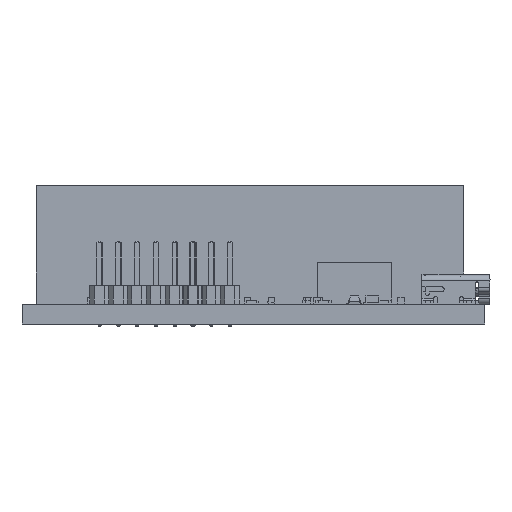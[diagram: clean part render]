
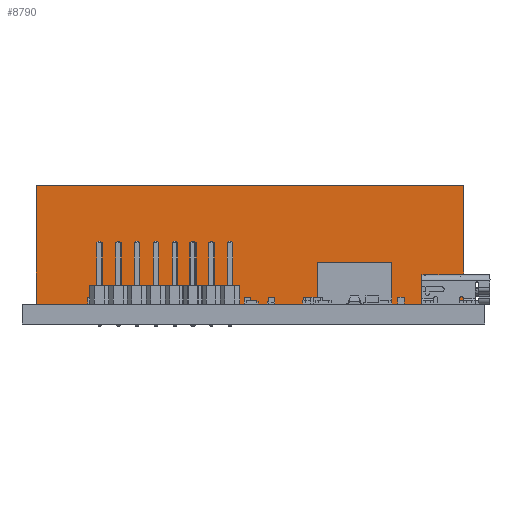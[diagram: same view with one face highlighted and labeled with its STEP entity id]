
A CAD part, left-side view. The second image highlights one B-rep face of the part: STEP entity #8790.
In plain terms, the highlighted planar face has unit normal (-1, 0, 0).
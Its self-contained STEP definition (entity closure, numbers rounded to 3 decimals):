
#8790 = ADVANCED_FACE('',(#8791),#8825,.F.);
#8791 = FACE_BOUND('',#8792,.F.);
#8792 = EDGE_LOOP('',(#8793,#8803,#8811,#8819));
#8793 = ORIENTED_EDGE('',*,*,#8794,.T.);
#8794 = EDGE_CURVE('',#8795,#8797,#8799,.T.);
#8795 = VERTEX_POINT('',#8796);
#8796 = CARTESIAN_POINT('',(-15.75,28.9,0.));
#8797 = VERTEX_POINT('',#8798);
#8798 = CARTESIAN_POINT('',(-15.75,28.9,16.));
#8799 = LINE('',#8800,#8801);
#8800 = CARTESIAN_POINT('',(-15.75,28.9,0.));
#8801 = VECTOR('',#8802,1.);
#8802 = DIRECTION('',(0.,0.,1.));
#8803 = ORIENTED_EDGE('',*,*,#8804,.T.);
#8804 = EDGE_CURVE('',#8797,#8805,#8807,.T.);
#8805 = VERTEX_POINT('',#8806);
#8806 = CARTESIAN_POINT('',(-15.75,-28.9,16.));
#8807 = LINE('',#8808,#8809);
#8808 = CARTESIAN_POINT('',(-15.75,28.9,16.));
#8809 = VECTOR('',#8810,1.);
#8810 = DIRECTION('',(0.,-1.,0.));
#8811 = ORIENTED_EDGE('',*,*,#8812,.F.);
#8812 = EDGE_CURVE('',#8813,#8805,#8815,.T.);
#8813 = VERTEX_POINT('',#8814);
#8814 = CARTESIAN_POINT('',(-15.75,-28.9,0.));
#8815 = LINE('',#8816,#8817);
#8816 = CARTESIAN_POINT('',(-15.75,-28.9,0.));
#8817 = VECTOR('',#8818,1.);
#8818 = DIRECTION('',(0.,0.,1.));
#8819 = ORIENTED_EDGE('',*,*,#8820,.F.);
#8820 = EDGE_CURVE('',#8795,#8813,#8821,.T.);
#8821 = LINE('',#8822,#8823);
#8822 = CARTESIAN_POINT('',(-15.75,28.9,0.));
#8823 = VECTOR('',#8824,1.);
#8824 = DIRECTION('',(0.,-1.,0.));
#8825 = PLANE('',#8826);
#8826 = AXIS2_PLACEMENT_3D('',#8827,#8828,#8829);
#8827 = CARTESIAN_POINT('',(-15.75,28.9,0.));
#8828 = DIRECTION('',(1.,0.,0.));
#8829 = DIRECTION('',(0.,-1.,0.));
